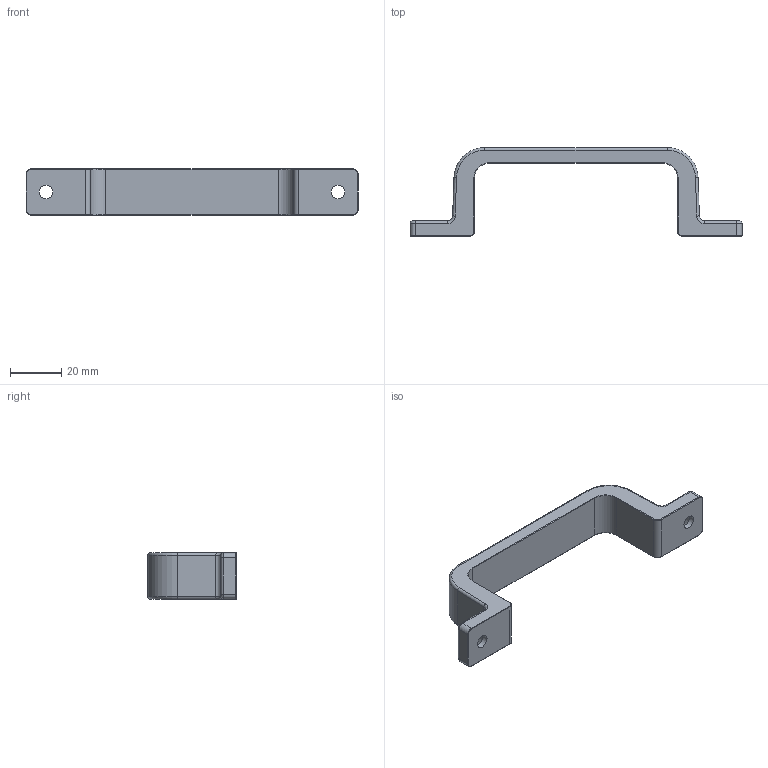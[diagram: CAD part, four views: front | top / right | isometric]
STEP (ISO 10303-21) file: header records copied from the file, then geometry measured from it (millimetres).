
FILE_DESCRIPTION(/* description */ (''),/* implementation_level */ '2;1');
FILE_NAME(/* name */ 'A-CB113.stp',/* time_stamp */ '2024-01-19T12:49:01+09:00',/* author */ ('user'),/* organization */ (''),/* preprocessor_version */ 'ST-DEVELOPER v15.6',/* originating_system */ 'Autodesk Inventor 2015',/* authorisation */ '');
FILE_SCHEMA (('AUTOMOTIVE_DESIGN { 1 0 10303 214 3 1 1 }'));
Length unit declared in the file: millimetre
Products named in the file (1): A-CB113
Bounding box: 129 x 34.5 x 18 mm (x, y, z)
Volume: 20810.1 mm3; surface area: 8790.8 mm2
Topology: 1 solids, 1 shells, 78 faces, 180 edges, 104 vertices
Faces by surface type: cylinder 38, torus 20, plane 14, bspline 4, cone 2
Full cylindrical faces by diameter (mm): 5.3 x2
Entity records: 2212 total; most frequent: DIRECTION 426, CARTESIAN_POINT 387, ORIENTED_EDGE 348, AXIS2_PLACEMENT_3D 177, EDGE_CURVE 174, CIRCLE 102, VERTEX_POINT 102, EDGE_LOOP 86
